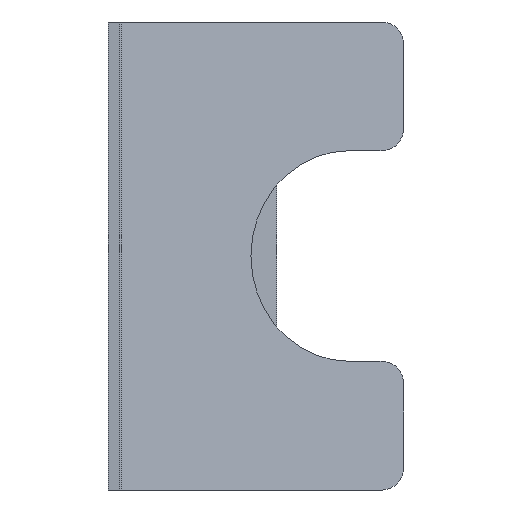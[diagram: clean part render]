
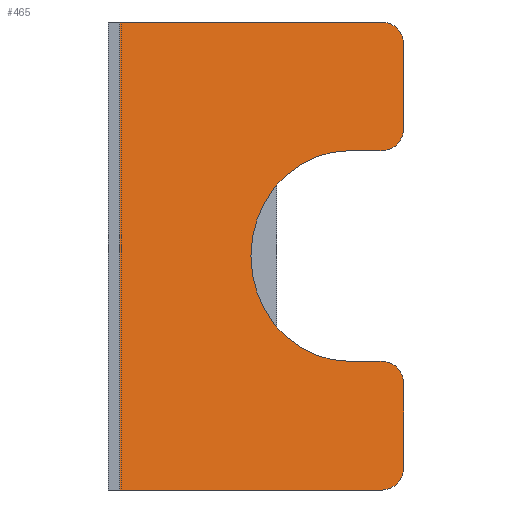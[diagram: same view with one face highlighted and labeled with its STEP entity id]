
A CAD part, left-side view. The second image highlights one B-rep face of the part: STEP entity #465.
In plain terms, the highlighted planar face has unit normal (-0.934, -0.357, 0).
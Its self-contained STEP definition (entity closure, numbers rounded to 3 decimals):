
#36=FACE_OUTER_BOUND('',#60,.T.);
#60=EDGE_LOOP('',(#356,#357,#358,#359,#360,#361,#362,#363,#364,#365,#366,
#367));
#80=CIRCLE('',#505,1.);
#81=CIRCLE('',#508,1.);
#82=CIRCLE('',#511,4.5);
#83=CIRCLE('',#514,1.);
#84=CIRCLE('',#517,1.);
#101=LINE('',#707,#151);
#104=LINE('',#715,#154);
#107=LINE('',#723,#157);
#110=LINE('',#731,#160);
#113=LINE('',#740,#163);
#117=LINE('',#747,#167);
#118=LINE('',#748,#168);
#151=VECTOR('',#568,10.);
#154=VECTOR('',#577,10.);
#157=VECTOR('',#586,10.);
#160=VECTOR('',#595,10.);
#163=VECTOR('',#604,10.);
#167=VECTOR('',#610,10.);
#168=VECTOR('',#611,10.);
#204=VERTEX_POINT('',#700);
#205=VERTEX_POINT('',#701);
#206=VERTEX_POINT('',#706);
#207=VERTEX_POINT('',#710);
#208=VERTEX_POINT('',#714);
#209=VERTEX_POINT('',#718);
#210=VERTEX_POINT('',#722);
#211=VERTEX_POINT('',#726);
#212=VERTEX_POINT('',#730);
#213=VERTEX_POINT('',#734);
#214=VERTEX_POINT('',#738);
#215=VERTEX_POINT('',#739);
#249=EDGE_CURVE('',#204,#205,#80,.T.);
#252=EDGE_CURVE('',#205,#206,#101,.T.);
#254=EDGE_CURVE('',#206,#207,#81,.T.);
#256=EDGE_CURVE('',#207,#208,#104,.T.);
#258=EDGE_CURVE('',#208,#209,#82,.T.);
#260=EDGE_CURVE('',#209,#210,#107,.T.);
#262=EDGE_CURVE('',#210,#211,#83,.T.);
#264=EDGE_CURVE('',#211,#212,#110,.T.);
#266=EDGE_CURVE('',#212,#213,#84,.T.);
#268=EDGE_CURVE('',#214,#215,#113,.T.);
#272=EDGE_CURVE('',#215,#204,#117,.T.);
#273=EDGE_CURVE('',#213,#214,#118,.T.);
#356=ORIENTED_EDGE('',*,*,#268,.T.);
#357=ORIENTED_EDGE('',*,*,#272,.T.);
#358=ORIENTED_EDGE('',*,*,#249,.T.);
#359=ORIENTED_EDGE('',*,*,#252,.T.);
#360=ORIENTED_EDGE('',*,*,#254,.T.);
#361=ORIENTED_EDGE('',*,*,#256,.T.);
#362=ORIENTED_EDGE('',*,*,#258,.T.);
#363=ORIENTED_EDGE('',*,*,#260,.T.);
#364=ORIENTED_EDGE('',*,*,#262,.T.);
#365=ORIENTED_EDGE('',*,*,#264,.T.);
#366=ORIENTED_EDGE('',*,*,#266,.T.);
#367=ORIENTED_EDGE('',*,*,#273,.T.);
#444=PLANE('',#519);
#465=ADVANCED_FACE('',(#36),#444,.F.);
#505=AXIS2_PLACEMENT_3D('',#702,#562,#563);
#508=AXIS2_PLACEMENT_3D('',#711,#572,#573);
#511=AXIS2_PLACEMENT_3D('',#719,#581,#582);
#514=AXIS2_PLACEMENT_3D('',#727,#590,#591);
#517=AXIS2_PLACEMENT_3D('',#735,#599,#600);
#519=AXIS2_PLACEMENT_3D('',#746,#608,#609);
#562=DIRECTION('center_axis',(-0.934,-0.358,0.));
#563=DIRECTION('ref_axis',(0.,0.,
-1.));
#568=DIRECTION('',(0.,0.,1.));
#572=DIRECTION('center_axis',(-0.934,-0.358,0.));
#573=DIRECTION('ref_axis',(0.358,-0.934,0.));
#577=DIRECTION('',(-0.358,0.934,0.));
#581=DIRECTION('center_axis',(0.934,0.358,0.));
#582=DIRECTION('ref_axis',(0.,0.,
-1.));
#586=DIRECTION('',(0.358,-0.934,0.));
#590=DIRECTION('center_axis',(-0.934,-0.358,0.));
#591=DIRECTION('ref_axis',(0.,0.,
-1.));
#595=DIRECTION('',(0.,0.,1.));
#599=DIRECTION('center_axis',(-0.934,-0.358,0.));
#600=DIRECTION('ref_axis',(0.358,-0.934,0.));
#604=DIRECTION('',(0.,0.,-1.));
#608=DIRECTION('center_axis',(0.934,0.358,0.));
#609=DIRECTION('ref_axis',(0.,0.,-1.));
#610=DIRECTION('',(0.358,-0.934,0.));
#611=DIRECTION('',(-0.358,0.934,0.));
#700=CARTESIAN_POINT('',(-2.46,-11.707,-10.));
#701=CARTESIAN_POINT('',(-2.102,-12.641,-9.));
#702=CARTESIAN_POINT('Origin',(-2.46,-11.707,-9.));
#706=CARTESIAN_POINT('',(-2.102,-12.641,-5.5));
#707=CARTESIAN_POINT('',(-2.102,-12.641,-9.));
#710=CARTESIAN_POINT('',(-2.46,-11.707,-4.5));
#711=CARTESIAN_POINT('Origin',(-2.46,-11.707,-5.5));
#714=CARTESIAN_POINT('',(-2.996,-10.306,-4.5));
#715=CARTESIAN_POINT('',(-2.46,-11.707,-4.5));
#718=CARTESIAN_POINT('',(-2.996,-10.306,4.5));
#719=CARTESIAN_POINT('Origin',(-2.996,-10.306,0.));
#722=CARTESIAN_POINT('',(-2.46,-11.707,4.5));
#723=CARTESIAN_POINT('',(-2.996,-10.306,4.5));
#726=CARTESIAN_POINT('',(-2.102,-12.641,5.5));
#727=CARTESIAN_POINT('Origin',(-2.46,-11.707,5.5));
#730=CARTESIAN_POINT('',(-2.102,-12.641,9.));
#731=CARTESIAN_POINT('',(-2.102,-12.641,5.5));
#734=CARTESIAN_POINT('',(-2.46,-11.707,10.));
#735=CARTESIAN_POINT('Origin',(-2.46,-11.707,9.));
#738=CARTESIAN_POINT('',(-6.75,-0.5,10.));
#739=CARTESIAN_POINT('',(-6.75,-0.5,-10.));
#740=CARTESIAN_POINT('',(-6.75,-0.5,0.));
#746=CARTESIAN_POINT('Origin',(-4.639,-6.014,0.));
#747=CARTESIAN_POINT('',(-6.75,-0.5,-10.));
#748=CARTESIAN_POINT('',(-2.46,-11.707,10.));
